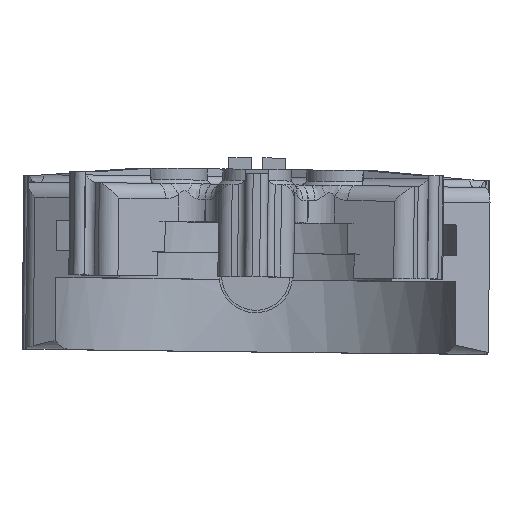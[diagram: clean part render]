
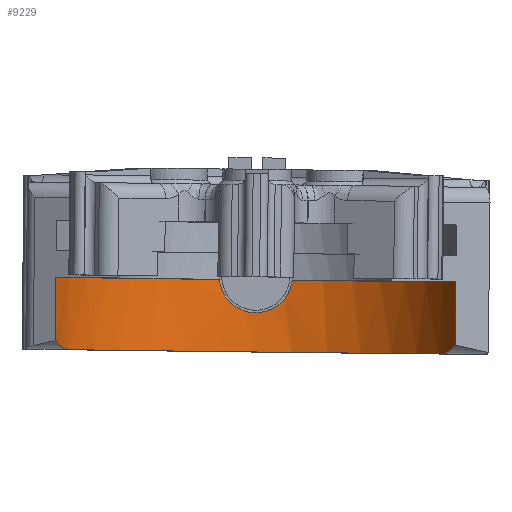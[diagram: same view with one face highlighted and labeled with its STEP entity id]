
A CAD part, top view. The second image highlights one B-rep face of the part: STEP entity #9229.
In plain terms, the highlighted cylindrical face has radius 28 mm (diameter 56 mm), a partial arc.
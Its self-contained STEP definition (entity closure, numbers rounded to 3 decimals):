
#449 = CARTESIAN_POINT ( 'NONE',  ( -3.489, -3.348, 256.247 ) ) ;
#819 = CARTESIAN_POINT ( 'NONE',  ( 4.409, -1.983, 256.388 ) ) ;
#1230 = CARTESIAN_POINT ( 'NONE',  ( -25.864, -9.203, 273.046 ) ) ;
#1831 = DIRECTION ( 'NONE',  ( -1., 0.011, 0. ) ) ;
#1859 = CARTESIAN_POINT ( 'NONE',  ( 4.76, -0.851, 256.444 ) ) ;
#1895 = CARTESIAN_POINT ( 'NONE',  ( -0.006, -0.5, 284.035 ) ) ;
#1923 = CYLINDRICAL_SURFACE ( 'NONE', #7417, 28. ) ;
#2027 = VECTOR ( 'NONE', #3981, 1000. ) ;
#2041 = CARTESIAN_POINT ( 'NONE',  ( 3.407, -3.43, 256.247 ) ) ;
#2299 = AXIS2_PLACEMENT_3D ( 'NONE', #1895, #15929, #15826 ) ;
#2669 = EDGE_CURVE ( 'NONE', #3366, #15055, #13284, .T. ) ;
#3161 = CARTESIAN_POINT ( 'NONE',  ( -4.778, -0.742, 256.444 ) ) ;
#3231 = DIRECTION ( 'NONE',  ( -1., 0.011, 0. ) ) ;
#3366 = VERTEX_POINT ( 'NONE', #4856 ) ;
#3388 = B_SPLINE_CURVE_WITH_KNOTS ( 'NONE', 3,
 ( #12895, #5917, #17409, #10351, #12802, #5732, #17120, #11584 ),
 .UNSPECIFIED., .F., .F.,
 ( 4, 2, 2, 4 ),
 ( 0., 0.003, 0.004, 0.005 ),
 .UNSPECIFIED. ) ;
#3454 = CARTESIAN_POINT ( 'NONE',  ( 1.954, -4.423, 256.105 ) ) ;
#3472 = B_SPLINE_CURVE_WITH_KNOTS ( 'NONE', 3,
 ( #16164, #3161, #10828, #6291, #5157, #14758, #16550, #17770, #449, #17869, #12242, #14944, #17959, #12153, #14854, #5060, #13724, #3636, #10734, #4967, #16359, #3454, #3547, #16634, #9207, #2041, #9398, #9310, #7997, #819, #12340, #18052, #1859, #10916 ),
 .UNSPECIFIED., .F., .F.,
 ( 4, 2, 2, 2, 2, 2, 2, 2, 2, 2, 2, 2, 2, 2, 2, 2, 4 ),
 ( 0., 0.001, 0.002, 0.003, 0.004, 0.004, 0.005, 0.006, 0.007, 0.008, 0.009, 0.01, 0.011, 0.011, 0.012, 0.013, 0.014 ),
 .UNSPECIFIED. ) ;
#3547 = CARTESIAN_POINT ( 'NONE',  ( 2.22, -4.296, 256.126 ) ) ;
#3636 = CARTESIAN_POINT ( 'NONE',  ( 0.237, -4.829, 256.035 ) ) ;
#3838 = VERTEX_POINT ( 'NONE', #14990 ) ;
#3887 = LINE ( 'NONE', #15377, #2027 ) ;
#3959 = CARTESIAN_POINT ( 'NONE',  ( -24.506, -9.72, 270.281 ) ) ;
#3981 = DIRECTION ( 'NONE',  ( -0.011, -1., 0. ) ) ;
#4623 = EDGE_CURVE ( 'NONE', #12015, #10135, #3472, .T. ) ;
#4856 = CARTESIAN_POINT ( 'NONE',  ( -24.279, -9.723, 269.893 ) ) ;
#4967 = CARTESIAN_POINT ( 'NONE',  ( 1.115, -4.705, 256.058 ) ) ;
#5060 = CARTESIAN_POINT ( 'NONE',  ( -0.65, -4.791, 256.04 ) ) ;
#5157 = CARTESIAN_POINT ( 'NONE',  ( -4.457, -1.875, 256.388 ) ) ;
#5303 = CIRCLE ( 'NONE', #14015, 28. ) ;
#5597 = ORIENTED_EDGE ( 'NONE', *, *, #4623, .F. ) ;
#5660 = CARTESIAN_POINT ( 'NONE',  ( -26.179, -8.905, 273.824 ) ) ;
#5732 = CARTESIAN_POINT ( 'NONE',  ( 25.971, -9.499, 273.832 ) ) ;
#5917 = CARTESIAN_POINT ( 'NONE',  ( 24.506, -10.281, 270.672 ) ) ;
#5986 = DIRECTION ( 'NONE',  ( -0.011, -1., 0. ) ) ;
#6291 = CARTESIAN_POINT ( 'NONE',  ( -4.564, -1.597, 256.406 ) ) ;
#6451 = CARTESIAN_POINT ( 'NONE',  ( -25.136, -9.597, 271.466 ) ) ;
#7417 = AXIS2_PLACEMENT_3D ( 'NONE', #10421, #11840, #3231 ) ;
#7997 = CARTESIAN_POINT ( 'NONE',  ( 4.136, -2.503, 256.346 ) ) ;
#8492 = CARTESIAN_POINT ( 'NONE',  ( -26.325, -8.728, 274.213 ) ) ;
#8618 = VERTEX_POINT ( 'NONE', #12975 ) ;
#8722 = VECTOR ( 'NONE', #14849, 1000. ) ;
#9115 = CARTESIAN_POINT ( 'NONE',  ( -26.363, -0.198, 274.59 ) ) ;
#9207 = CARTESIAN_POINT ( 'NONE',  ( 2.967, -3.817, 256.196 ) ) ;
#9229 = ADVANCED_FACE ( 'NONE', ( #10712 ), #1923, .F. ) ;
#9238 = CIRCLE ( 'NONE', #2299, 28. ) ;
#9310 = CARTESIAN_POINT ( 'NONE',  ( 3.977, -2.75, 256.323 ) ) ;
#9375 = EDGE_CURVE ( 'NONE', #17437, #3366, #15460, .T. ) ;
#9398 = CARTESIAN_POINT ( 'NONE',  ( 3.612, -3.214, 256.273 ) ) ;
#10048 = VERTEX_POINT ( 'NONE', #13065 ) ;
#10061 = DIRECTION ( 'NONE',  ( -1., 0.011, 0. ) ) ;
#10135 = VERTEX_POINT ( 'NONE', #17390 ) ;
#10296 = CARTESIAN_POINT ( 'NONE',  ( -4.805, -0.445, 256.449 ) ) ;
#10309 = ORIENTED_EDGE ( 'NONE', *, *, #14077, .F. ) ;
#10322 = CARTESIAN_POINT ( 'NONE',  ( -0.006, -0.5, 284.035 ) ) ;
#10351 = CARTESIAN_POINT ( 'NONE',  ( 25.472, -9.914, 272.647 ) ) ;
#10383 = EDGE_CURVE ( 'NONE', #3838, #10048, #3887, .T. ) ;
#10421 = CARTESIAN_POINT ( 'NONE',  ( -0.006, -0.5, 284.035 ) ) ;
#10712 = FACE_OUTER_BOUND ( 'NONE', #17656, .T. ) ;
#10734 = CARTESIAN_POINT ( 'NONE',  ( 0.531, -4.806, 256.04 ) ) ;
#10828 = CARTESIAN_POINT ( 'NONE',  ( -4.724, -1.032, 256.434 ) ) ;
#10916 = CARTESIAN_POINT ( 'NONE',  ( 4.794, -0.555, 256.449 ) ) ;
#11296 = CARTESIAN_POINT ( 'NONE',  ( -0.114, -9.999, 284.035 ) ) ;
#11319 = CARTESIAN_POINT ( 'NONE',  ( -24.723, -9.695, 270.674 ) ) ;
#11415 = CARTESIAN_POINT ( 'NONE',  ( -25.331, -9.523, 271.865 ) ) ;
#11584 = CARTESIAN_POINT ( 'NONE',  ( 26.256, -9.129, 274.59 ) ) ;
#11840 = DIRECTION ( 'NONE',  ( -0.011, -1., 0. ) ) ;
#12015 = VERTEX_POINT ( 'NONE', #10296 ) ;
#12073 = EDGE_CURVE ( 'NONE', #15055, #10048, #3388, .T. ) ;
#12153 = CARTESIAN_POINT ( 'NONE',  ( -1.511, -4.593, 256.072 ) ) ;
#12216 = CARTESIAN_POINT ( 'NONE',  ( -24.279, -9.723, 269.893 ) ) ;
#12242 = CARTESIAN_POINT ( 'NONE',  ( -2.823, -3.925, 256.172 ) ) ;
#12340 = CARTESIAN_POINT ( 'NONE',  ( 4.524, -1.707, 256.406 ) ) ;
#12586 = ORIENTED_EDGE ( 'NONE', *, *, #13416, .T. ) ;
#12657 = CARTESIAN_POINT ( 'NONE',  ( -25.695, -9.326, 272.654 ) ) ;
#12802 = CARTESIAN_POINT ( 'NONE',  ( 25.647, -9.793, 273.047 ) ) ;
#12803 = DIRECTION ( 'NONE',  ( -0.011, -1., 0. ) ) ;
#12895 = CARTESIAN_POINT ( 'NONE',  ( 24.05, -10.276, 269.893 ) ) ;
#12975 = CARTESIAN_POINT ( 'NONE',  ( -26.363, -0.198, 274.59 ) ) ;
#13065 = CARTESIAN_POINT ( 'NONE',  ( 26.256, -9.129, 274.59 ) ) ;
#13284 = CIRCLE ( 'NONE', #18082, 28. ) ;
#13416 = EDGE_CURVE ( 'NONE', #8618, #17437, #14653, .T. ) ;
#13712 = EDGE_CURVE ( 'NONE', #10135, #3838, #5303, .T. ) ;
#13724 = CARTESIAN_POINT ( 'NONE',  ( -0.351, -4.822, 256.035 ) ) ;
#13769 = CARTESIAN_POINT ( 'NONE',  ( -26.458, -8.526, 274.59 ) ) ;
#14015 = AXIS2_PLACEMENT_3D ( 'NONE', #10322, #5986, #1831 ) ;
#14077 = EDGE_CURVE ( 'NONE', #8618, #12015, #9238, .T. ) ;
#14166 = ORIENTED_EDGE ( 'NONE', *, *, #2669, .T. ) ;
#14419 = ORIENTED_EDGE ( 'NONE', *, *, #9375, .T. ) ;
#14653 = LINE ( 'NONE', #9115, #8722 ) ;
#14758 = CARTESIAN_POINT ( 'NONE',  ( -4.194, -2.406, 256.346 ) ) ;
#14804 = CARTESIAN_POINT ( 'NONE',  ( 24.05, -10.276, 269.893 ) ) ;
#14849 = DIRECTION ( 'NONE',  ( -0.011, -1., 0. ) ) ;
#14854 = CARTESIAN_POINT ( 'NONE',  ( -1.23, -4.676, 256.058 ) ) ;
#14944 = CARTESIAN_POINT ( 'NONE',  ( -2.326, -4.239, 256.127 ) ) ;
#14990 = CARTESIAN_POINT ( 'NONE',  ( 26.352, -0.802, 274.59 ) ) ;
#15055 = VERTEX_POINT ( 'NONE', #14804 ) ;
#15377 = CARTESIAN_POINT ( 'NONE',  ( 26.352, -0.802, 274.59 ) ) ;
#15460 = B_SPLINE_CURVE_WITH_KNOTS ( 'NONE', 3,
 ( #18370, #8492, #5660, #1230, #12657, #11415, #6451, #11319, #3959, #12216 ),
 .UNSPECIFIED., .F., .F.,
 ( 4, 2, 2, 2, 4 ),
 ( 0.003, 0.004, 0.006, 0.007, 0.008 ),
 .UNSPECIFIED. ) ;
#15826 = DIRECTION ( 'NONE',  ( -1., 0.011, 0. ) ) ;
#15929 = DIRECTION ( 'NONE',  ( -0.011, -1., 0. ) ) ;
#16164 = CARTESIAN_POINT ( 'NONE',  ( -4.805, -0.445, 256.449 ) ) ;
#16359 = CARTESIAN_POINT ( 'NONE',  ( 1.403, -4.627, 256.071 ) ) ;
#16550 = CARTESIAN_POINT ( 'NONE',  ( -4.04, -2.656, 256.323 ) ) ;
#16592 = ORIENTED_EDGE ( 'NONE', *, *, #13712, .F. ) ;
#16634 = CARTESIAN_POINT ( 'NONE',  ( 2.73, -3.991, 256.172 ) ) ;
#17120 = CARTESIAN_POINT ( 'NONE',  ( 26.12, -9.327, 274.216 ) ) ;
#17390 = CARTESIAN_POINT ( 'NONE',  ( 4.794, -0.555, 256.449 ) ) ;
#17409 = CARTESIAN_POINT ( 'NONE',  ( 24.917, -10.196, 271.459 ) ) ;
#17437 = VERTEX_POINT ( 'NONE', #13769 ) ;
#17611 = ORIENTED_EDGE ( 'NONE', *, *, #12073, .T. ) ;
#17656 = EDGE_LOOP ( 'NONE', ( #12586, #14419, #14166, #17611, #18459, #16592, #5597, #10309 ) ) ;
#17770 = CARTESIAN_POINT ( 'NONE',  ( -3.689, -3.126, 256.274 ) ) ;
#17869 = CARTESIAN_POINT ( 'NONE',  ( -3.056, -3.747, 256.197 ) ) ;
#17959 = CARTESIAN_POINT ( 'NONE',  ( -2.058, -4.375, 256.106 ) ) ;
#18052 = CARTESIAN_POINT ( 'NONE',  ( 4.699, -1.141, 256.434 ) ) ;
#18082 = AXIS2_PLACEMENT_3D ( 'NONE', #11296, #12803, #10061 ) ;
#18370 = CARTESIAN_POINT ( 'NONE',  ( -26.458, -8.526, 274.59 ) ) ;
#18459 = ORIENTED_EDGE ( 'NONE', *, *, #10383, .F. ) ;
